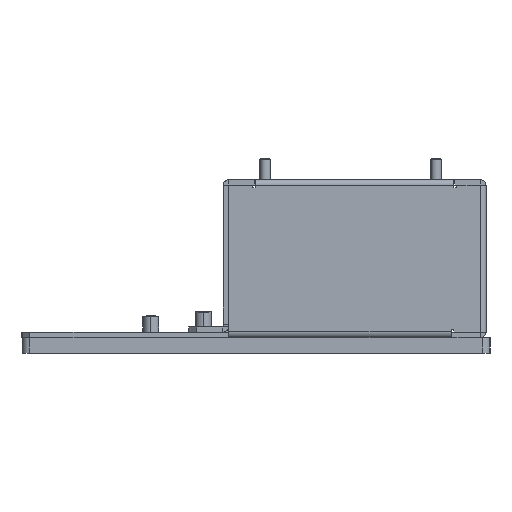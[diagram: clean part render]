
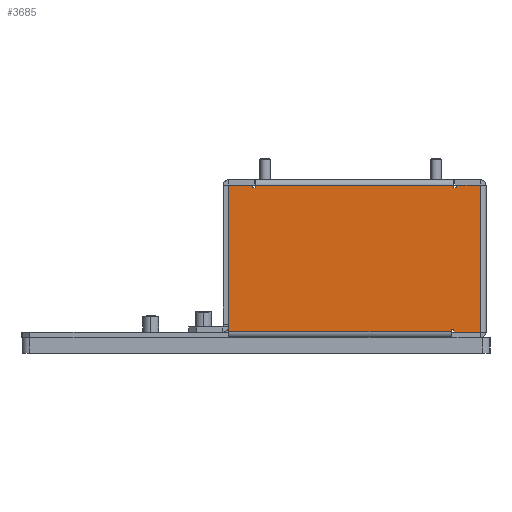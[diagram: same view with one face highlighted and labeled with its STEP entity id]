
A CAD part, left-side view. The second image highlights one B-rep face of the part: STEP entity #3685.
In plain terms, the highlighted face is planar.
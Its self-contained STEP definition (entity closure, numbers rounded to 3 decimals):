
#42 = LINE ( 'NONE', #3446, #5622 ) ;
#228 = VERTEX_POINT ( 'NONE', #8644 ) ;
#349 = DIRECTION ( 'NONE',  ( 0., 1., 0. ) ) ;
#405 = CARTESIAN_POINT ( 'NONE',  ( 229., 12.2, 0.1 ) ) ;
#418 = VERTEX_POINT ( 'NONE', #10840 ) ;
#484 = CARTESIAN_POINT ( 'NONE',  ( 229., 12.2, 1.1 ) ) ;
#505 = EDGE_CURVE ( 'NONE', #5932, #6894, #5896, .T. ) ;
#622 = DIRECTION ( 'NONE',  ( 0., -1., 0. ) ) ;
#631 = VECTOR ( 'NONE', #6923, 1000. ) ;
#669 = LINE ( 'NONE', #4850, #2829 ) ;
#707 = VERTEX_POINT ( 'NONE', #484 ) ;
#716 = DIRECTION ( 'NONE',  ( 0., 1., 0. ) ) ;
#827 = VECTOR ( 'NONE', #3764, 1000. ) ;
#972 = VECTOR ( 'NONE', #4376, 1000. ) ;
#1077 = CARTESIAN_POINT ( 'NONE',  ( 229., 0., 0. ) ) ;
#1089 = CARTESIAN_POINT ( 'NONE',  ( 229., 2.1, 0. ) ) ;
#1169 = EDGE_CURVE ( 'NONE', #2945, #228, #9366, .T. ) ;
#1529 = ORIENTED_EDGE ( 'NONE', *, *, #9035, .F. ) ;
#1554 = LINE ( 'NONE', #4946, #4953 ) ;
#1595 = VECTOR ( 'NONE', #4908, 1000. ) ;
#1670 = EDGE_CURVE ( 'NONE', #8585, #1919, #8791, .T. ) ;
#1780 = ORIENTED_EDGE ( 'NONE', *, *, #4150, .F. ) ;
#1810 = ORIENTED_EDGE ( 'NONE', *, *, #3762, .F. ) ;
#1823 = ORIENTED_EDGE ( 'NONE', *, *, #8372, .F. ) ;
#1919 = VERTEX_POINT ( 'NONE', #6824 ) ;
#1968 = VERTEX_POINT ( 'NONE', #8444 ) ;
#1991 = VERTEX_POINT ( 'NONE', #6995 ) ;
#2077 = ORIENTED_EDGE ( 'NONE', *, *, #3155, .F. ) ;
#2088 = LINE ( 'NONE', #8277, #827 ) ;
#2162 = LINE ( 'NONE', #2278, #9872 ) ;
#2278 = CARTESIAN_POINT ( 'NONE',  ( 229., 87.8, 56. ) ) ;
#2455 = ORIENTED_EDGE ( 'NONE', *, *, #11060, .T. ) ;
#2462 = LINE ( 'NONE', #8205, #1595 ) ;
#2530 = CARTESIAN_POINT ( 'NONE',  ( 229., 12.2, 54.9 ) ) ;
#2696 = ORIENTED_EDGE ( 'NONE', *, *, #10991, .F. ) ;
#2722 = EDGE_CURVE ( 'NONE', #3693, #707, #4139, .T. ) ;
#2829 = VECTOR ( 'NONE', #9949, 1000. ) ;
#2850 = LINE ( 'NONE', #1077, #8977 ) ;
#2882 = CARTESIAN_POINT ( 'NONE',  ( 229., 88.8, 1.1 ) ) ;
#2945 = VERTEX_POINT ( 'NONE', #5536 ) ;
#3052 = ORIENTED_EDGE ( 'NONE', *, *, #4896, .F. ) ;
#3139 = ORIENTED_EDGE ( 'NONE', *, *, #1670, .F. ) ;
#3155 = EDGE_CURVE ( 'NONE', #8560, #8585, #9541, .T. ) ;
#3220 = ORIENTED_EDGE ( 'NONE', *, *, #2722, .F. ) ;
#3317 = DIRECTION ( 'NONE',  ( 0., 0., 1. ) ) ;
#3373 = EDGE_CURVE ( 'NONE', #3693, #9332, #6688, .T. ) ;
#3414 = CARTESIAN_POINT ( 'NONE',  ( 229., 2.1, 56. ) ) ;
#3446 = CARTESIAN_POINT ( 'NONE',  ( 229., 0., 1.1 ) ) ;
#3638 = ORIENTED_EDGE ( 'NONE', *, *, #5682, .T. ) ;
#3685 = ADVANCED_FACE ( 'NONE', ( #8896 ), #3801, .F. ) ;
#3693 = VERTEX_POINT ( 'NONE', #405 ) ;
#3762 = EDGE_CURVE ( 'NONE', #707, #6297, #42, .T. ) ;
#3764 = DIRECTION ( 'NONE',  ( 0., -1., 0. ) ) ;
#3801 = PLANE ( 'NONE',  #10458 ) ;
#3813 = VECTOR ( 'NONE', #3317, 1000. ) ;
#3950 = CARTESIAN_POINT ( 'NONE',  ( 229., 12.2, 0.1 ) ) ;
#4010 = ORIENTED_EDGE ( 'NONE', *, *, #3373, .T. ) ;
#4139 = LINE ( 'NONE', #7562, #3813 ) ;
#4150 = EDGE_CURVE ( 'NONE', #1919, #228, #1554, .T. ) ;
#4376 = DIRECTION ( 'NONE',  ( 0., 1., 0. ) ) ;
#4850 = CARTESIAN_POINT ( 'NONE',  ( 229., 88.8, 56. ) ) ;
#4896 = EDGE_CURVE ( 'NONE', #6297, #8605, #6697, .T. ) ;
#4908 = DIRECTION ( 'NONE',  ( 0., 1., 0. ) ) ;
#4916 = DIRECTION ( 'NONE',  ( 0., 0., -1. ) ) ;
#4946 = CARTESIAN_POINT ( 'NONE',  ( 229., 13.2, 56. ) ) ;
#4953 = VECTOR ( 'NONE', #8358, 1000. ) ;
#5056 = CARTESIAN_POINT ( 'NONE',  ( 229., 2.1, 56. ) ) ;
#5142 = LINE ( 'NONE', #9381, #5405 ) ;
#5176 = ORIENTED_EDGE ( 'NONE', *, *, #5920, .F. ) ;
#5279 = CARTESIAN_POINT ( 'NONE',  ( 229., 0., 54.9 ) ) ;
#5405 = VECTOR ( 'NONE', #4916, 1000. ) ;
#5418 = DIRECTION ( 'NONE',  ( 0., -1., 0. ) ) ;
#5497 = ORIENTED_EDGE ( 'NONE', *, *, #6069, .F. ) ;
#5536 = CARTESIAN_POINT ( 'NONE',  ( 229., 97.999, 55.9 ) ) ;
#5556 = DIRECTION ( 'NONE',  ( 0., 0., -1. ) ) ;
#5622 = VECTOR ( 'NONE', #10162, 1000. ) ;
#5649 = EDGE_LOOP ( 'NONE', ( #3052, #1810, #3220, #4010, #5497, #1823, #2696, #3638, #5176, #8091, #1780, #3139, #2077, #1529, #10025, #2455 ) ) ;
#5682 = EDGE_CURVE ( 'NONE', #418, #1968, #2850, .T. ) ;
#5896 = LINE ( 'NONE', #5056, #6584 ) ;
#5920 = EDGE_CURVE ( 'NONE', #2945, #1968, #5142, .T. ) ;
#5932 = VERTEX_POINT ( 'NONE', #3414 ) ;
#6029 = DIRECTION ( 'NONE',  ( 0., 1., 0. ) ) ;
#6069 = EDGE_CURVE ( 'NONE', #1991, #9332, #2162, .T. ) ;
#6134 = LINE ( 'NONE', #7032, #8340 ) ;
#6297 = VERTEX_POINT ( 'NONE', #11002 ) ;
#6438 = VECTOR ( 'NONE', #9430, 1000. ) ;
#6584 = VECTOR ( 'NONE', #8463, 1000. ) ;
#6688 = LINE ( 'NONE', #3950, #9721 ) ;
#6697 = LINE ( 'NONE', #9370, #6438 ) ;
#6718 = CARTESIAN_POINT ( 'NONE',  ( 229., 12.2, 56. ) ) ;
#6824 = CARTESIAN_POINT ( 'NONE',  ( 229., 13.2, 54.9 ) ) ;
#6894 = VERTEX_POINT ( 'NONE', #1089 ) ;
#6923 = DIRECTION ( 'NONE',  ( 0., 0., -1. ) ) ;
#6995 = CARTESIAN_POINT ( 'NONE',  ( 229., 87.8, 1.1 ) ) ;
#7032 = CARTESIAN_POINT ( 'NONE',  ( 229., 0., 56. ) ) ;
#7562 = CARTESIAN_POINT ( 'NONE',  ( 229., 12.2, 56. ) ) ;
#7707 = CARTESIAN_POINT ( 'NONE',  ( 229., 12.2, 56. ) ) ;
#7788 = CARTESIAN_POINT ( 'NONE',  ( 229., 11.2, 0. ) ) ;
#8006 = CARTESIAN_POINT ( 'NONE',  ( 229., 0., 56. ) ) ;
#8091 = ORIENTED_EDGE ( 'NONE', *, *, #1169, .T. ) ;
#8205 = CARTESIAN_POINT ( 'NONE',  ( 229., 0., 0. ) ) ;
#8277 = CARTESIAN_POINT ( 'NONE',  ( 229., 0., 1.1 ) ) ;
#8340 = VECTOR ( 'NONE', #6029, 1000. ) ;
#8358 = DIRECTION ( 'NONE',  ( 0., 0., 1. ) ) ;
#8372 = EDGE_CURVE ( 'NONE', #9575, #1991, #2088, .T. ) ;
#8444 = CARTESIAN_POINT ( 'NONE',  ( 229., 97.999, 0. ) ) ;
#8463 = DIRECTION ( 'NONE',  ( 0., 0., -1. ) ) ;
#8560 = VERTEX_POINT ( 'NONE', #6718 ) ;
#8585 = VERTEX_POINT ( 'NONE', #2530 ) ;
#8605 = VERTEX_POINT ( 'NONE', #7788 ) ;
#8644 = CARTESIAN_POINT ( 'NONE',  ( 229., 13.2, 55.9 ) ) ;
#8778 = DIRECTION ( 'NONE',  ( -1., 0., 0. ) ) ;
#8791 = LINE ( 'NONE', #5279, #972 ) ;
#8896 = FACE_OUTER_BOUND ( 'NONE', #5649, .T. ) ;
#8977 = VECTOR ( 'NONE', #349, 1000. ) ;
#9035 = EDGE_CURVE ( 'NONE', #5932, #8560, #6134, .T. ) ;
#9332 = VERTEX_POINT ( 'NONE', #11011 ) ;
#9366 = LINE ( 'NONE', #10861, #10221 ) ;
#9370 = CARTESIAN_POINT ( 'NONE',  ( 229., 11.2, 56. ) ) ;
#9381 = CARTESIAN_POINT ( 'NONE',  ( 229., 97.999, 56. ) ) ;
#9430 = DIRECTION ( 'NONE',  ( 0., 0., -1. ) ) ;
#9541 = LINE ( 'NONE', #7707, #631 ) ;
#9575 = VERTEX_POINT ( 'NONE', #2882 ) ;
#9721 = VECTOR ( 'NONE', #716, 1000. ) ;
#9872 = VECTOR ( 'NONE', #5556, 1000. ) ;
#9949 = DIRECTION ( 'NONE',  ( 0., 0., 1. ) ) ;
#10025 = ORIENTED_EDGE ( 'NONE', *, *, #505, .T. ) ;
#10162 = DIRECTION ( 'NONE',  ( 0., -1., 0. ) ) ;
#10221 = VECTOR ( 'NONE', #622, 1000. ) ;
#10458 = AXIS2_PLACEMENT_3D ( 'NONE', #8006, #8778, #5418 ) ;
#10840 = CARTESIAN_POINT ( 'NONE',  ( 229., 88.8, 0. ) ) ;
#10861 = CARTESIAN_POINT ( 'NONE',  ( 229., 97.999, 55.9 ) ) ;
#10991 = EDGE_CURVE ( 'NONE', #418, #9575, #669, .T. ) ;
#11002 = CARTESIAN_POINT ( 'NONE',  ( 229., 11.2, 1.1 ) ) ;
#11011 = CARTESIAN_POINT ( 'NONE',  ( 229., 87.8, 0.1 ) ) ;
#11060 = EDGE_CURVE ( 'NONE', #6894, #8605, #2462, .T. ) ;
